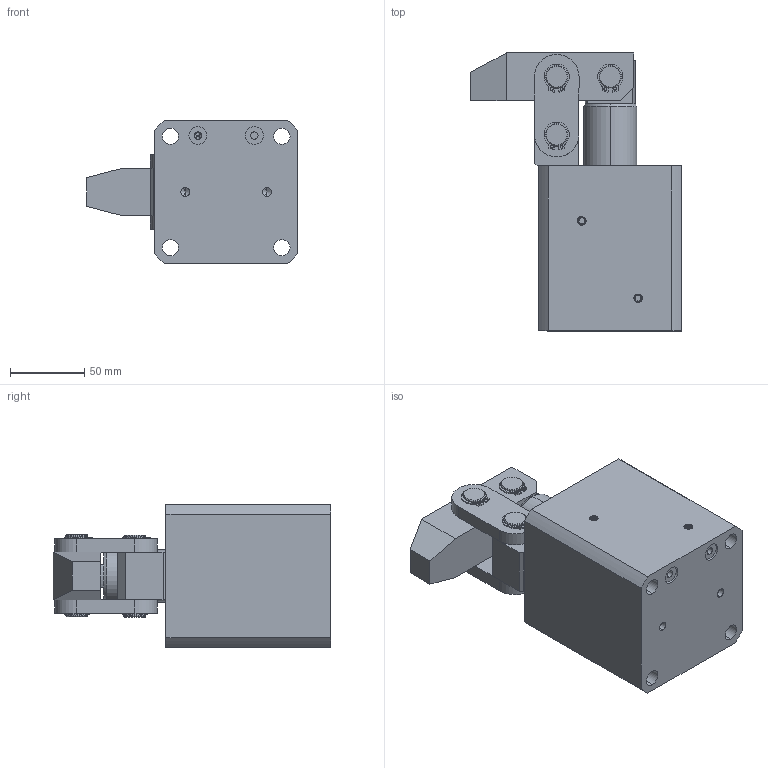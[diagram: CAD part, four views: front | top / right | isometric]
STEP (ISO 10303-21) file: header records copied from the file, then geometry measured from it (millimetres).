
FILE_DESCRIPTION (( 'STEP AP214' ), '1' );
FILE_NAME ('chlc-m63_asm-L.STEP', '2019-04-20T06:20:11', ( '' ), ( '' ), 'SwSTEP 2.0', 'SolidWorks 2016', '' );
FILE_SCHEMA (( 'AUTOMOTIVE_DESIGN' ));
Length unit declared in the file: millimetre
Products named in the file (10): M6LS_1; CHLC-63-07; CHLC-63-05; CHLC-63-04; CHLC-63-03; CHLC-63-02; CHLC-63-01; CHLC-M63-͹̨00; CHLC-M63-掛极; chlc-m63_asm-L
Assembly tree (17 placements, depth 2):
  chlc-m63_asm-L
    CHLC-M63-掛极
    CHLC-M63-͹̨00
    CHLC-63-01
    CHLC-63-02
    CHLC-63-03  x2
    CHLC-63-04  x2
    CHLC-63-05
    CHLC-63-07  x6
    M6LS_1  x2
Bounding box: 141.97 x 187.04 x 96 mm (x, y, z)
Volume: 1035400.9 mm3; surface area: 164865.2 mm2
Topology: 17 solids, 17 shells, 498 faces, 1274 edges, 833 vertices
Faces by surface type: cylinder 277, plane 140, cone 55, bspline 22, torus 4
Entity records: 19255 total; most frequent: CARTESIAN_POINT 8298, ORIENTED_EDGE 1532, DIRECTION 1472, EDGE_CURVE 766, AXIS2_PLACEMENT_3D 580, VERTEX_POINT 502, EDGE_LOOP 364, UNCERTAINTY_MEASURE_WITH_UNIT 323
